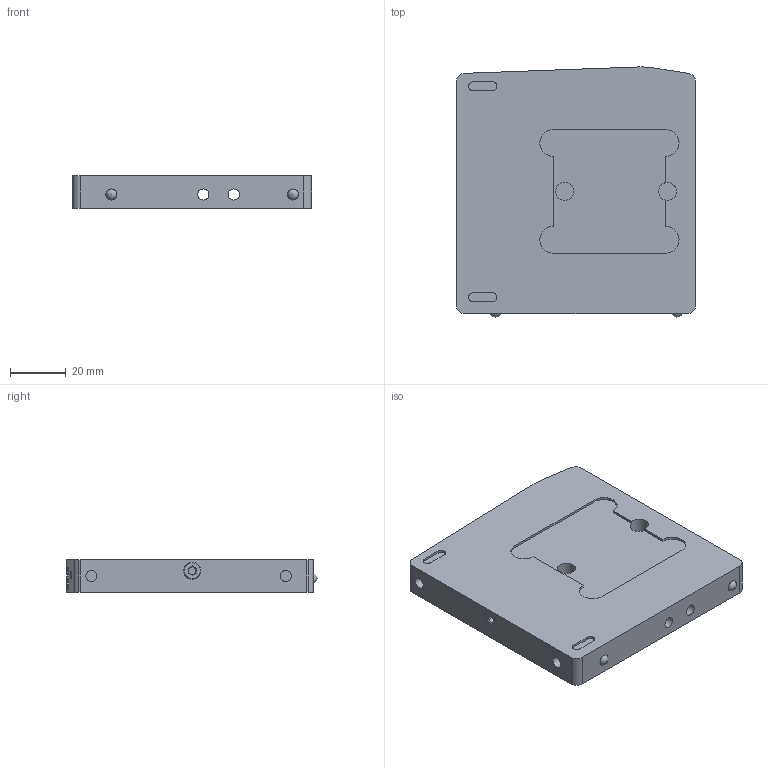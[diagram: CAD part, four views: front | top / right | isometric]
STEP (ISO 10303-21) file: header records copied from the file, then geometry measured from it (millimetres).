
FILE_DESCRIPTION (( 'STEP AP214' ), '1' );
FILE_NAME ('CMV-C4X.STEP', '2014-12-09T20:04:00', ( '' ), ( '' ), 'SwSTEP 2.0', 'SolidWorks 2013', '' );
FILE_SCHEMA (( 'AUTOMOTIVE_DESIGN' ));
Length unit declared in the file: millimetre
Products named in the file (1): CMV-C4X
Bounding box: 86.1 x 90.04 x 11.8 mm (x, y, z)
Volume: 79657.8 mm3; surface area: 24497 mm2
Topology: 12 solids, 12 shells, 194 faces, 455 edges, 300 vertices
Faces by surface type: plane 136, cylinder 32, bspline 22, cone 2, sphere 2
Full cylindrical faces by diameter (mm): 4 x10, 6.25 x4, 6.4 x1, 6.5 x2, 8 x2
Entity records: 7519 total; most frequent: CARTESIAN_POINT 2143, ORIENTED_EDGE 846, DIRECTION 788, EDGE_CURVE 423, LINE 312, VECTOR 312, VERTEX_POINT 291, EDGE_LOOP 238
